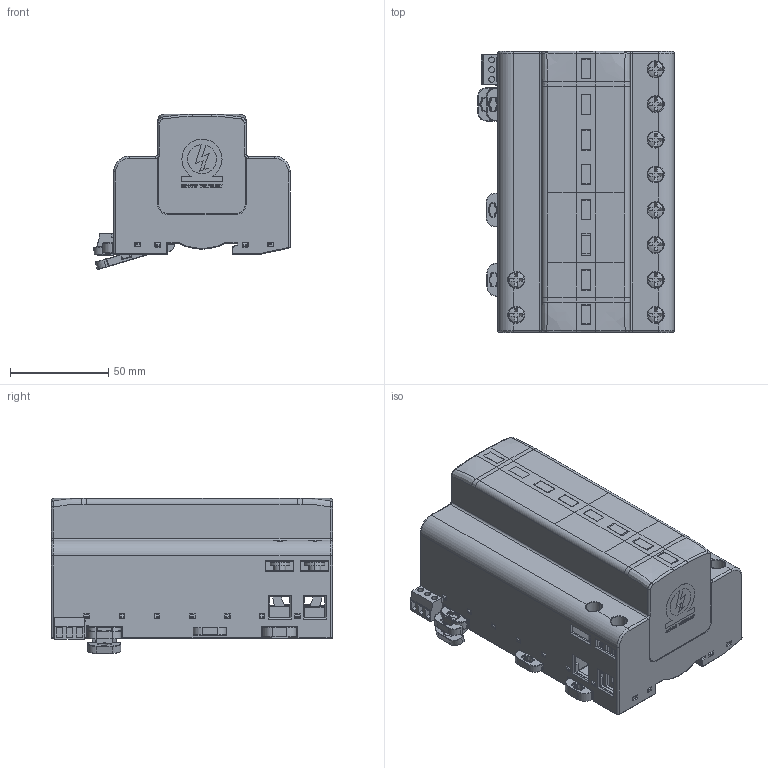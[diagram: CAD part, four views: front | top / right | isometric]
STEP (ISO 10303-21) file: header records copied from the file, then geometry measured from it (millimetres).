
FILE_DESCRIPTION((''),'2;1');
FILE_NAME('56_0131_ASM','2018-08-24T11:55:26',('teo.ivanusa'),('Audax d.o.o.'),'CREO PARAMETRIC BY PTC INC, 2017260','CREO PARAMETRIC BY PTC INC, 2017260','');
FILE_SCHEMA(('AP242_MANAGED_MODEL_BASED_3D_ENGINEERING_MIM_LF { 1 0 10303 442 1 1 4 }'));
Products named in the file (26): SFT_PODNOZJE_8TE; SFT_PODNOZJE_8TE_100_; ZASKOCKA_PLASTICNA_; RC_WM_ZENSKA_; RC_ZENSKA__; ZASKOCKA_PLASTICNA_V9_; ASM_SFT_PODNOZJE_8TE_100__ASM; KERAMIKA-P75_750V_VG_; ELEKTRODA_ZUN_8_; ELEKTRODA_VMESNA_V_; PLINC_FI30_; ELEK_PO_V_; ELEKTRODA_VMESNA_460V_VER_; ASM_MOV_2TE_VER__ASM; ASM_SFT_NOTR_2TE_VER__ASM; ELEKTRODA_PLONCA_GIBLJIVA_11_; SES_KONT_ZEMLJ_KONT_PO_8TE__ASM; 505-500-132-VIJAK-M6X14-8_; ASM_SFT_KOT_ZEML_8TE__ASM; SES_TIV_8TE__ASM; LECKA_BUHTEL_; 526000489_; ASM_SFT_POKROV_8TE__ASM; RC__; 505-500-132-VIJAK-M6X14-8_N_; 56_0131_ASM
Assembly tree (50 placements, depth 4):
  56_0131_ASM
    ASM_SFT_PODNOZJE_8TE_100__ASM
      SFT_PODNOZJE_8TE
      SFT_PODNOZJE_8TE_100_
      ZASKOCKA_PLASTICNA_  x4
      RC_WM_ZENSKA_
      RC_ZENSKA__
      ZASKOCKA_PLASTICNA_V9_  x2
    ASM_SFT_NOTR_2TE_VER__ASM
      ASM_MOV_2TE_VER__ASM
        KERAMIKA-P75_750V_VG_  x4
        ELEKTRODA_ZUN_8_  x2
        ELEKTRODA_VMESNA_V_  x2
        PLINC_FI30_
        ELEK_PO_V_
        ELEKTRODA_VMESNA_460V_VER_
    ASM_SFT_KOT_ZEML_8TE__ASM
      SES_KONT_ZEMLJ_KONT_PO_8TE__ASM
        ELEKTRODA_PLONCA_GIBLJIVA_11_  x2
      505-500-132-VIJAK-M6X14-8_  x2
    ASM_SFT_POKROV_8TE__ASM
      SES_TIV_8TE__ASM
      LECKA_BUHTEL_  x8
      526000489_
    RC__
    505-500-132-VIJAK-M6X14-8_N_  x8
Bounding box: 100.16 x 143.3 x 79.07 mm (x, y, z)
Volume: 259093 mm3; surface area: 252773.3 mm2
Topology: 43 solids, 43 shells, 5821 faces, 14940 edges, 9743 vertices
Faces by surface type: plane 2815, cylinder 1929, torus 481, sphere 279, bspline 222, cone 60, extrusion 35
Entity records: 190078 total; most frequent: CARTESIAN_POINT 40798, DIRECTION 23061, ORIENTED_EDGE 22430, PRESENTATION_STYLE_ASSIGNMENT 11710, STYLED_ITEM 11642, CURVE_STYLE 11574, EDGE_CURVE 11215, VECTOR 7729
